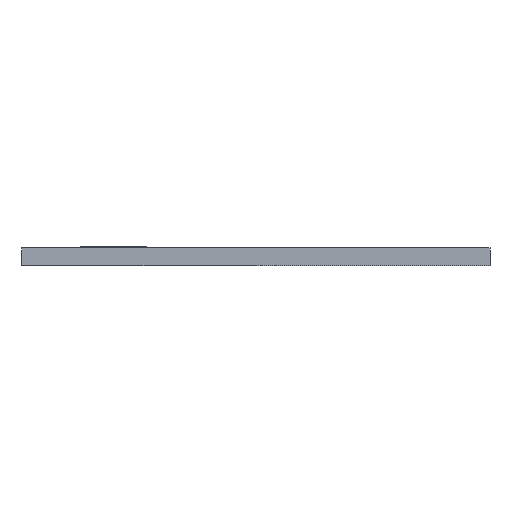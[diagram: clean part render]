
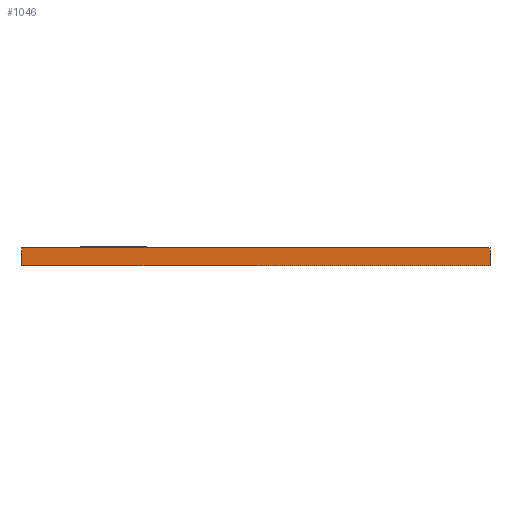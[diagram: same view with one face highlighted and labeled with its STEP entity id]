
A CAD part, left-side view. The second image highlights one B-rep face of the part: STEP entity #1046.
In plain terms, the highlighted planar face has unit normal (-1, 0, 0).
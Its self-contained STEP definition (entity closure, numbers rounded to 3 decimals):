
#357 = ORIENTED_EDGE ( 'NONE', *, *, #1059, .F. ) ;
#358 = ORIENTED_EDGE ( 'NONE', *, *, #1062, .T. ) ;
#361 = ORIENTED_EDGE ( 'NONE', *, *, #1063, .T. ) ;
#362 = ORIENTED_EDGE ( 'NONE', *, *, #1060, .F. ) ;
#771 = VERTEX_POINT ( 'NONE', #1531 ) ;
#778 = VERTEX_POINT ( 'NONE', #1538 ) ;
#779 = VERTEX_POINT ( 'NONE', #1539 ) ;
#782 = VERTEX_POINT ( 'NONE', #1542 ) ;
#1046 = ADVANCED_FACE ( 'NONE', ( #3841 ), #3837, .F. ) ;
#1059 = EDGE_CURVE ( 'NONE', #779, #771, #3903, .T. ) ;
#1060 = EDGE_CURVE ( 'NONE', #782, #779, #3869, .T. ) ;
#1062 = EDGE_CURVE ( 'NONE', #778, #771, #3912, .T. ) ;
#1063 = EDGE_CURVE ( 'NONE', #782, #778, #3892, .T. ) ;
#1531 = CARTESIAN_POINT ( 'NONE',  ( -49., -13., 0. ) ) ;
#1538 = CARTESIAN_POINT ( 'NONE',  ( -49., 13., 0. ) ) ;
#1539 = CARTESIAN_POINT ( 'NONE',  ( -49., -13., 1. ) ) ;
#1542 = CARTESIAN_POINT ( 'NONE',  ( -49., 13., 1. ) ) ;
#1827 = AXIS2_PLACEMENT_3D ( 'NONE', #3835, #3843, #3844 ) ;
#1833 = VECTOR ( 'NONE', #3908, 1000. ) ;
#1836 = VECTOR ( 'NONE', #3906, 1000. ) ;
#1837 = VECTOR ( 'NONE', #3917, 1000. ) ;
#1839 = VECTOR ( 'NONE', #3915, 1000. ) ;
#3835 = CARTESIAN_POINT ( 'NONE',  ( -49., 13., 1. ) ) ;
#3837 = PLANE ( 'NONE',  #1827 ) ;
#3841 = FACE_OUTER_BOUND ( 'NONE', #5410, .T. ) ;
#3843 = DIRECTION ( 'NONE',  ( 1., 0., 0. ) ) ;
#3844 = DIRECTION ( 'NONE',  ( 0., 0., -1. ) ) ;
#3869 = LINE ( 'NONE', #3907, #1833 ) ;
#3892 = LINE ( 'NONE', #3916, #1837 ) ;
#3903 = LINE ( 'NONE', #3905, #1836 ) ;
#3905 = CARTESIAN_POINT ( 'NONE',  ( -49., -13., 1. ) ) ;
#3906 = DIRECTION ( 'NONE',  ( 0., 0., -1. ) ) ;
#3907 = CARTESIAN_POINT ( 'NONE',  ( -49., 13., 1. ) ) ;
#3908 = DIRECTION ( 'NONE',  ( 0., -1., 0. ) ) ;
#3912 = LINE ( 'NONE', #3914, #1839 ) ;
#3914 = CARTESIAN_POINT ( 'NONE',  ( -49., 13., 0. ) ) ;
#3915 = DIRECTION ( 'NONE',  ( 0., -1., 0. ) ) ;
#3916 = CARTESIAN_POINT ( 'NONE',  ( -49., 13., 1. ) ) ;
#3917 = DIRECTION ( 'NONE',  ( 0., 0., -1. ) ) ;
#5410 = EDGE_LOOP ( 'NONE', ( #358, #357, #362, #361 ) ) ;
